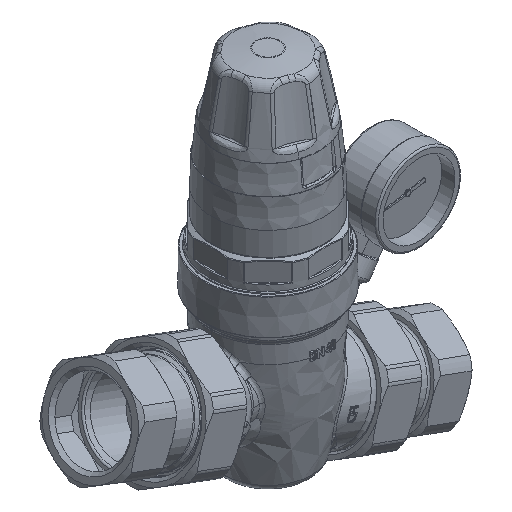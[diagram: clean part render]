
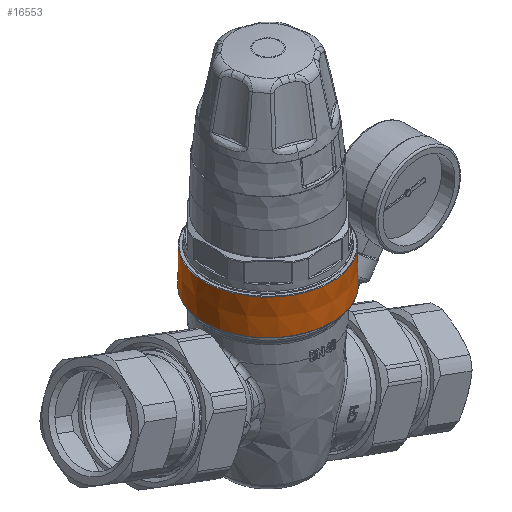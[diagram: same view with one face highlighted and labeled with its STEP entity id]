
A CAD part, isometric view. The second image highlights one B-rep face of the part: STEP entity #16553.
In plain terms, the highlighted conical face has half-angle 0.5 degrees and reference radius 38.85 mm.
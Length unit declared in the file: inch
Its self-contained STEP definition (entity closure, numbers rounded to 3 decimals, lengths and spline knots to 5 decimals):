
#153=CONICAL_SURFACE('',#17794,1.52953,0.009);
#2457=FACE_OUTER_BOUND('',#3407,.T.);
#3407=EDGE_LOOP('',(#13114,#13115,#13116,#13117,#13118,#13119));
#4230=LINE('',#42009,#4855);
#4855=VECTOR('',#20590,1.52953);
#5430=CIRCLE('',#17792,1.53698);
#5431=CIRCLE('',#17793,1.53698);
#5432=CIRCLE('',#17795,1.52963);
#5433=CIRCLE('',#17796,1.52963);
#6855=VERTEX_POINT('',#42002);
#6856=VERTEX_POINT('',#42004);
#6857=VERTEX_POINT('',#42008);
#6858=VERTEX_POINT('',#42010);
#9004=EDGE_CURVE('',#6855,#6856,#5430,.T.);
#9005=EDGE_CURVE('',#6856,#6855,#5431,.T.);
#9006=EDGE_CURVE('',#6856,#6857,#4230,.T.);
#9007=EDGE_CURVE('',#6858,#6857,#5432,.F.);
#9008=EDGE_CURVE('',#6857,#6858,#5433,.F.);
#13114=ORIENTED_EDGE('',*,*,#9005,.F.);
#13115=ORIENTED_EDGE('',*,*,#9006,.T.);
#13116=ORIENTED_EDGE('',*,*,#9007,.F.);
#13117=ORIENTED_EDGE('',*,*,#9008,.F.);
#13118=ORIENTED_EDGE('',*,*,#9006,.F.);
#13119=ORIENTED_EDGE('',*,*,#9004,.F.);
#16553=ADVANCED_FACE('',(#2457),#153,.T.);
#17792=AXIS2_PLACEMENT_3D('',#42005,#20584,#20585);
#17793=AXIS2_PLACEMENT_3D('',#42006,#20586,#20587);
#17794=AXIS2_PLACEMENT_3D('',#42007,#20588,#20589);
#17795=AXIS2_PLACEMENT_3D('',#42011,#20591,#20592);
#17796=AXIS2_PLACEMENT_3D('',#42012,#20593,#20594);
#20584=DIRECTION('center_axis',(0.,0.,-1.));
#20585=DIRECTION('ref_axis',(1.,0.,0.));
#20586=DIRECTION('center_axis',(0.,0.,-1.));
#20587=DIRECTION('ref_axis',(1.,0.,0.));
#20588=DIRECTION('center_axis',(0.,0.,-1.));
#20589=DIRECTION('ref_axis',(-0.878,0.479,0.));
#20590=DIRECTION('',(-0.008,0.004,1.));
#20591=DIRECTION('center_axis',(0.,0.,-1.));
#20592=DIRECTION('ref_axis',(1.,0.,0.));
#20593=DIRECTION('center_axis',(0.,0.,-1.));
#20594=DIRECTION('ref_axis',(1.,0.,0.));
#42002=CARTESIAN_POINT('',(1.53379,-0.09903,1.4484));
#42004=CARTESIAN_POINT('',(1.34883,-0.73687,1.4484));
#42005=CARTESIAN_POINT('Origin',(0.,0.,
1.4484));
#42006=CARTESIAN_POINT('Origin',(0.,0.,
1.4484));
#42007=CARTESIAN_POINT('Origin',(0.,0.,
2.30262));
#42008=CARTESIAN_POINT('',(1.34238,-0.73334,2.29092));
#42009=CARTESIAN_POINT('',(1.34229,-0.73329,2.30262));
#42010=CARTESIAN_POINT('',(1.52691,-0.09115,2.29092));
#42011=CARTESIAN_POINT('Origin',(0.,0.,
2.29092));
#42012=CARTESIAN_POINT('Origin',(0.,0.,
2.29092));
